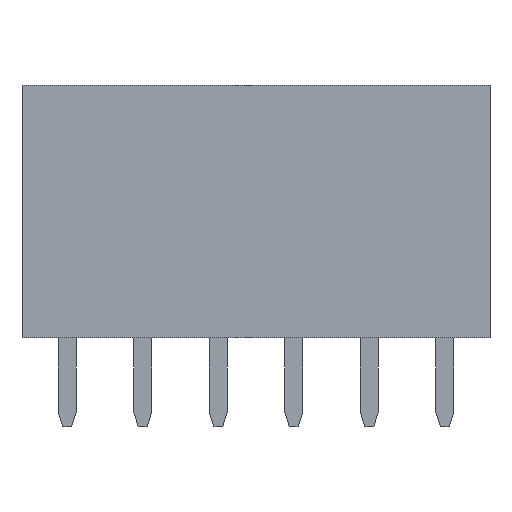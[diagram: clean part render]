
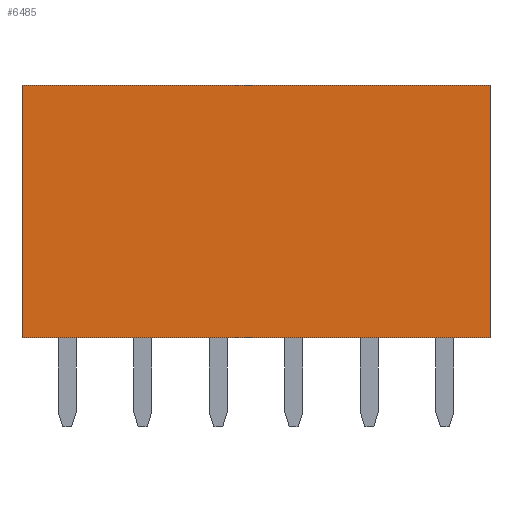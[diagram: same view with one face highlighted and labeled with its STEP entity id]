
A CAD part, front view. The second image highlights one B-rep face of the part: STEP entity #6485.
In plain terms, the highlighted face is planar.
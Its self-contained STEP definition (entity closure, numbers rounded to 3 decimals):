
#223=FACE_OUTER_BOUND('',#605,.T.);
#605=EDGE_LOOP('',(#4619,#4620,#4621,#4622));
#972=LINE('',#8865,#1884);
#977=LINE('',#8874,#1889);
#1252=LINE('',#9401,#2164);
#1254=LINE('',#9404,#2166);
#1884=VECTOR('',#7224,10.);
#1889=VECTOR('',#7231,25.9);
#2164=VECTOR('',#7518,25.9);
#2166=VECTOR('',#7522,8.5);
#2796=VERTEX_POINT('',#8862);
#2797=VERTEX_POINT('',#8864);
#2800=VERTEX_POINT('',#8872);
#3046=VERTEX_POINT('',#9400);
#3388=EDGE_CURVE('',#2797,#2796,#972,.T.);
#3393=EDGE_CURVE('',#2800,#2796,#977,.T.);
#3668=EDGE_CURVE('',#3046,#2797,#1252,.T.);
#3670=EDGE_CURVE('',#2800,#3046,#1254,.T.);
#4619=ORIENTED_EDGE('',*,*,#3388,.T.);
#4620=ORIENTED_EDGE('',*,*,#3393,.F.);
#4621=ORIENTED_EDGE('',*,*,#3670,.T.);
#4622=ORIENTED_EDGE('',*,*,#3668,.T.);
#6127=PLANE('',#6859);
#6485=ADVANCED_FACE('',(#223),#6127,.T.);
#6859=AXIS2_PLACEMENT_3D('',#9403,#7520,#7521);
#7224=DIRECTION('',(0.,1.,0.));
#7231=DIRECTION('',(1.,0.,0.));
#7518=DIRECTION('',(1.,0.,0.));
#7520=DIRECTION('center_axis',(0.,0.,1.));
#7521=DIRECTION('ref_axis',(0.,-1.,0.));
#7522=DIRECTION('',(0.,-1.,0.));
#8862=CARTESIAN_POINT('',(-22.61,8.5,2.5));
#8864=CARTESIAN_POINT('',(-22.61,0.,2.5));
#8865=CARTESIAN_POINT('',(-22.61,6.45,2.5));
#8872=CARTESIAN_POINT('',(-38.35,8.5,2.5));
#8874=CARTESIAN_POINT('',(-38.35,8.5,2.5));
#9400=CARTESIAN_POINT('',(-38.35,0.,2.5));
#9401=CARTESIAN_POINT('',(-38.35,0.,2.5));
#9403=CARTESIAN_POINT('Origin',(-12.95,8.5,2.5));
#9404=CARTESIAN_POINT('',(-38.35,8.5,2.5));
